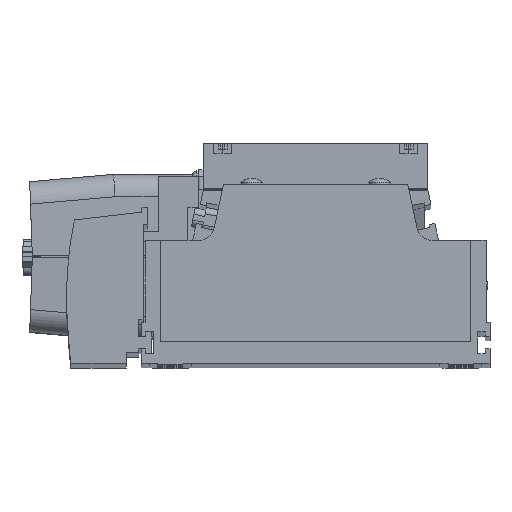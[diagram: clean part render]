
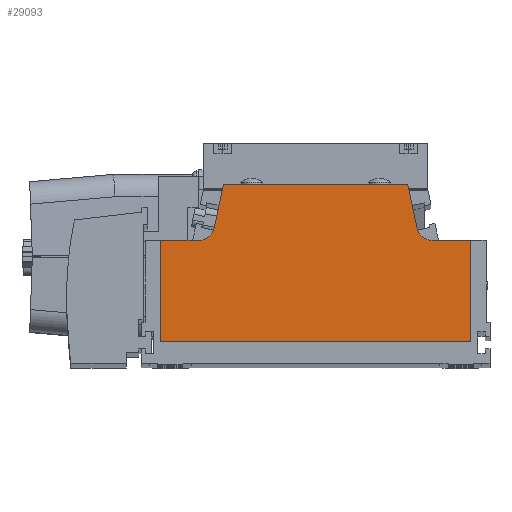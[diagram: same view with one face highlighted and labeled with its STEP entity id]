
A CAD part, top view. The second image highlights one B-rep face of the part: STEP entity #29093.
In plain terms, the highlighted planar face has unit normal (0, 0, 1).
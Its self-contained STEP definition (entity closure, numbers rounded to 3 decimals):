
#58 = EDGE_CURVE ( 'NONE', #24168, #23250, #17941, .T. ) ;
#243 = CARTESIAN_POINT ( 'NONE',  ( -23.784, 17.45, 722.5 ) ) ;
#558 = LINE ( 'NONE', #243, #20967 ) ;
#1473 = LINE ( 'NONE', #11047, #26601 ) ;
#1701 = CARTESIAN_POINT ( 'NONE',  ( -23.784, 17.45, 722.5 ) ) ;
#1997 = CARTESIAN_POINT ( 'NONE',  ( -26.133, 6.184, 722.5 ) ) ;
#2054 = LINE ( 'NONE', #2360, #27616 ) ;
#2360 = CARTESIAN_POINT ( 'NONE',  ( -40., -23.13, 722.5 ) ) ;
#2840 = DIRECTION ( 'NONE',  ( 0., 0., -1. ) ) ;
#3152 = CIRCLE ( 'NONE', #8657, 4. ) ;
#4415 = DIRECTION ( 'NONE',  ( -1., 0., 0. ) ) ;
#4451 = LINE ( 'NONE', #23580, #6072 ) ;
#4562 = AXIS2_PLACEMENT_3D ( 'NONE', #18450, #8574, #18605 ) ;
#4748 = CARTESIAN_POINT ( 'NONE',  ( -40., -23.13, 722.5 ) ) ;
#5054 = VERTEX_POINT ( 'NONE', #1997 ) ;
#5090 = EDGE_CURVE ( 'NONE', #24168, #5954, #21143, .T. ) ;
#5196 = PLANE ( 'NONE',  #27992 ) ;
#5471 = DIRECTION ( 'NONE',  ( 0.204, -0.979, 0. ) ) ;
#5954 = VERTEX_POINT ( 'NONE', #14279 ) ;
#6072 = VECTOR ( 'NONE', #9770, 1000. ) ;
#6782 = VECTOR ( 'NONE', #13188, 1000. ) ;
#6870 = DIRECTION ( 'NONE',  ( 0., -1., 0. ) ) ;
#7423 = CARTESIAN_POINT ( 'NONE',  ( -30.049, 3., 722.5 ) ) ;
#7552 = FACE_OUTER_BOUND ( 'NONE', #26283, .T. ) ;
#7654 = ORIENTED_EDGE ( 'NONE', *, *, #21256, .T. ) ;
#7834 = VERTEX_POINT ( 'NONE', #27813 ) ;
#8207 = ORIENTED_EDGE ( 'NONE', *, *, #28253, .F. ) ;
#8574 = DIRECTION ( 'NONE',  ( 0., 0., -1. ) ) ;
#8657 = AXIS2_PLACEMENT_3D ( 'NONE', #24328, #17731, #19617 ) ;
#9581 = ORIENTED_EDGE ( 'NONE', *, *, #19360, .T. ) ;
#9770 = DIRECTION ( 'NONE',  ( 0.204, 0.979, 0. ) ) ;
#10177 = LINE ( 'NONE', #21941, #27833 ) ;
#11047 = CARTESIAN_POINT ( 'NONE',  ( -40., 3., 722.5 ) ) ;
#11336 = EDGE_CURVE ( 'NONE', #23250, #7834, #14574, .T. ) ;
#11414 = CARTESIAN_POINT ( 'NONE',  ( 40., 3., 722.5 ) ) ;
#11590 = VECTOR ( 'NONE', #6870, 1000. ) ;
#12323 = VERTEX_POINT ( 'NONE', #7423 ) ;
#12948 = VERTEX_POINT ( 'NONE', #1701 ) ;
#13188 = DIRECTION ( 'NONE',  ( 0., -1., 0. ) ) ;
#14023 = EDGE_CURVE ( 'NONE', #21858, #19402, #27752, .T. ) ;
#14080 = ORIENTED_EDGE ( 'NONE', *, *, #14023, .T. ) ;
#14232 = CARTESIAN_POINT ( 'NONE',  ( 40., 84.488, 722.5 ) ) ;
#14279 = CARTESIAN_POINT ( 'NONE',  ( 40., -23.13, 722.5 ) ) ;
#14574 = CIRCLE ( 'NONE', #4562, 4. ) ;
#14832 = ORIENTED_EDGE ( 'NONE', *, *, #19899, .F. ) ;
#14929 = CARTESIAN_POINT ( 'NONE',  ( -40., 84.488, 722.5 ) ) ;
#16220 = DIRECTION ( 'NONE',  ( -1., 0., 0. ) ) ;
#16446 = ORIENTED_EDGE ( 'NONE', *, *, #58, .T. ) ;
#16752 = VECTOR ( 'NONE', #20442, 1000. ) ;
#17731 = DIRECTION ( 'NONE',  ( 0., 0., -1. ) ) ;
#17941 = LINE ( 'NONE', #18086, #16752 ) ;
#18086 = CARTESIAN_POINT ( 'NONE',  ( -40., 3., 722.5 ) ) ;
#18450 = CARTESIAN_POINT ( 'NONE',  ( 30.049, 7., 722.5 ) ) ;
#18605 = DIRECTION ( 'NONE',  ( -1., 0., 0. ) ) ;
#19231 = ORIENTED_EDGE ( 'NONE', *, *, #19521, .F. ) ;
#19360 = EDGE_CURVE ( 'NONE', #12323, #21858, #1473, .T. ) ;
#19402 = VERTEX_POINT ( 'NONE', #4748 ) ;
#19521 = EDGE_CURVE ( 'NONE', #5054, #12948, #4451, .T. ) ;
#19617 = DIRECTION ( 'NONE',  ( -1., 0., 0. ) ) ;
#19899 = EDGE_CURVE ( 'NONE', #5954, #19402, #2054, .T. ) ;
#20082 = CARTESIAN_POINT ( 'NONE',  ( -40., 84.488, 722.5 ) ) ;
#20442 = DIRECTION ( 'NONE',  ( -1., 0., 0. ) ) ;
#20967 = VECTOR ( 'NONE', #24552, 1000. ) ;
#21143 = LINE ( 'NONE', #14232, #11590 ) ;
#21256 = EDGE_CURVE ( 'NONE', #5054, #12323, #3152, .T. ) ;
#21858 = VERTEX_POINT ( 'NONE', #25977 ) ;
#21941 = CARTESIAN_POINT ( 'NONE',  ( 23.784, 17.45, 722.5 ) ) ;
#22581 = VERTEX_POINT ( 'NONE', #27605 ) ;
#23250 = VERTEX_POINT ( 'NONE', #23278 ) ;
#23278 = CARTESIAN_POINT ( 'NONE',  ( 30.049, 3., 722.5 ) ) ;
#23448 = ORIENTED_EDGE ( 'NONE', *, *, #11336, .T. ) ;
#23580 = CARTESIAN_POINT ( 'NONE',  ( -26.797, 3., 722.5 ) ) ;
#24168 = VERTEX_POINT ( 'NONE', #11414 ) ;
#24328 = CARTESIAN_POINT ( 'NONE',  ( -30.049, 7., 722.5 ) ) ;
#24552 = DIRECTION ( 'NONE',  ( 1., 0., 0. ) ) ;
#24640 = DIRECTION ( 'NONE',  ( -1., 0., 0. ) ) ;
#25141 = EDGE_CURVE ( 'NONE', #22581, #7834, #10177, .T. ) ;
#25977 = CARTESIAN_POINT ( 'NONE',  ( -40., 3., 722.5 ) ) ;
#26283 = EDGE_LOOP ( 'NONE', ( #30687, #16446, #23448, #26948, #8207, #19231, #7654, #9581, #14080, #14832 ) ) ;
#26601 = VECTOR ( 'NONE', #16220, 1000. ) ;
#26948 = ORIENTED_EDGE ( 'NONE', *, *, #25141, .F. ) ;
#27605 = CARTESIAN_POINT ( 'NONE',  ( 23.784, 17.45, 722.5 ) ) ;
#27616 = VECTOR ( 'NONE', #4415, 1000. ) ;
#27752 = LINE ( 'NONE', #20082, #6782 ) ;
#27813 = CARTESIAN_POINT ( 'NONE',  ( 26.133, 6.184, 722.5 ) ) ;
#27833 = VECTOR ( 'NONE', #5471, 1000. ) ;
#27992 = AXIS2_PLACEMENT_3D ( 'NONE', #14929, #2840, #24640 ) ;
#28253 = EDGE_CURVE ( 'NONE', #12948, #22581, #558, .T. ) ;
#29093 = ADVANCED_FACE ( 'NONE', ( #7552 ), #5196, .F. ) ;
#30687 = ORIENTED_EDGE ( 'NONE', *, *, #5090, .F. ) ;
